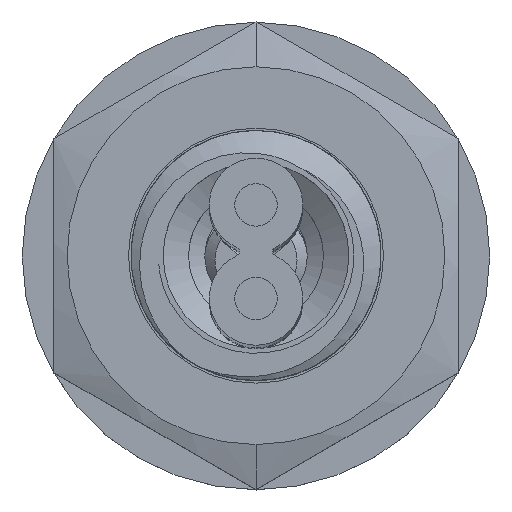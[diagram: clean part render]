
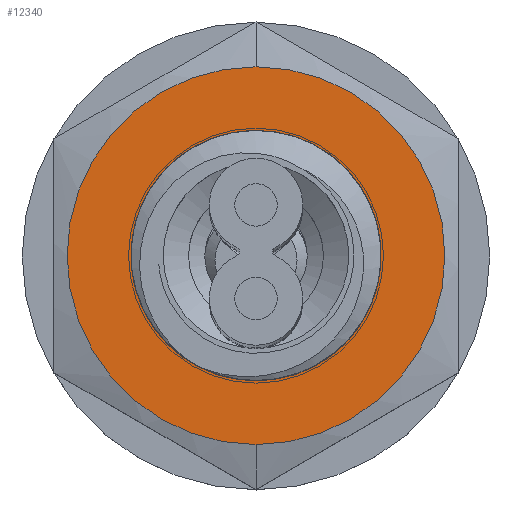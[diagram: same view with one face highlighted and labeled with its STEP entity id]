
A CAD part, top view. The second image highlights one B-rep face of the part: STEP entity #12340.
In plain terms, the highlighted face is planar.
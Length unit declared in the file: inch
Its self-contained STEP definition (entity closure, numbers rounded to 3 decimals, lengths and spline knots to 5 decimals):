
#12051=CARTESIAN_POINT('',(0.,0.,-0.0625));
#12052=DIRECTION('',(0.,0.,1.));
#12053=DIRECTION('',(-1.,0.,0.));
#12054=AXIS2_PLACEMENT_3D('',#12051,#12052,#12053);
#12056=CARTESIAN_POINT('',(0.,0.,-0.0625));
#12057=DIRECTION('',(0.,0.,1.));
#12058=DIRECTION('',(1.,0.,0.));
#12059=AXIS2_PLACEMENT_3D('',#12056,#12057,#12058);
#12061=CARTESIAN_POINT('',(0.,0.,-0.0625));
#12062=DIRECTION('',(0.,0.,-1.));
#12063=DIRECTION('',(0.,1.,0.));
#12064=AXIS2_PLACEMENT_3D('',#12061,#12062,#12063);
#12066=CARTESIAN_POINT('',(0.,0.,-0.0625));
#12067=DIRECTION('',(0.,0.,-1.));
#12068=DIRECTION('',(0.,-1.,0.));
#12069=AXIS2_PLACEMENT_3D('',#12066,#12067,#12068);
#12295=CARTESIAN_POINT('',(-0.1035,0.,-0.0625));
#12296=CARTESIAN_POINT('',(0.1035,0.,-0.0625));
#12297=VERTEX_POINT('',#12295);
#12298=VERTEX_POINT('',#12296);
#12303=CARTESIAN_POINT('',(0.,0.175,-0.0625));
#12304=CARTESIAN_POINT('',(0.,-0.175,-0.0625));
#12305=VERTEX_POINT('',#12303);
#12306=VERTEX_POINT('',#12304);
#12323=CARTESIAN_POINT('',(0.,0.,-0.0625));
#12324=DIRECTION('',(0.,0.,1.));
#12325=DIRECTION('',(1.,0.,0.));
#12326=AXIS2_PLACEMENT_3D('',#12323,#12324,#12325);
#12327=PLANE('',#12326);
#12329=ORIENTED_EDGE('',*,*,#12328,.F.);
#12331=ORIENTED_EDGE('',*,*,#12330,.F.);
#12332=EDGE_LOOP('',(#12329,#12331));
#12333=FACE_OUTER_BOUND('',#12332,.F.);
#12335=ORIENTED_EDGE('',*,*,#12334,.F.);
#12337=ORIENTED_EDGE('',*,*,#12336,.F.);
#12338=EDGE_LOOP('',(#12335,#12337));
#12339=FACE_BOUND('',#12338,.F.);
#12340=ADVANCED_FACE('',(#12333,#12339),#12327,.F.);
#12055=CIRCLE('',#12054,0.1035);
#12060=CIRCLE('',#12059,0.1035);
#12065=CIRCLE('',#12064,0.175);
#12070=CIRCLE('',#12069,0.175);
#12328=EDGE_CURVE('',#12305,#12306,#12065,.T.);
#12330=EDGE_CURVE('',#12306,#12305,#12070,.T.);
#12334=EDGE_CURVE('',#12297,#12298,#12055,.T.);
#12336=EDGE_CURVE('',#12298,#12297,#12060,.T.);
